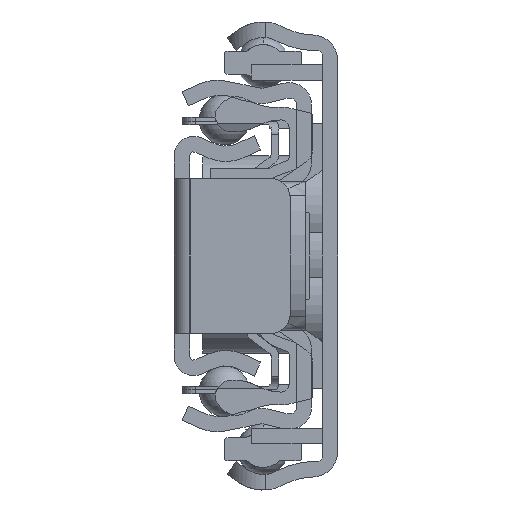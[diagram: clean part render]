
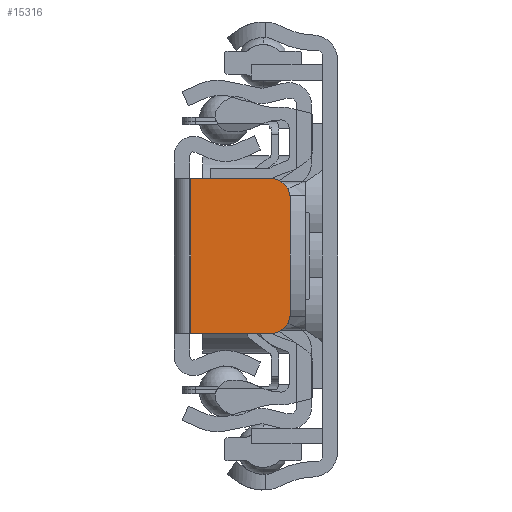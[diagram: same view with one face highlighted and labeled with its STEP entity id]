
A CAD part, front view. The second image highlights one B-rep face of the part: STEP entity #15316.
In plain terms, the highlighted planar face has unit normal (0, -1, 0).
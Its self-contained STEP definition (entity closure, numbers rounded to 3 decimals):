
#13780=DIRECTION('',(0.,0.,-1.));
#13781=VECTOR('',#13780,12.);
#13782=CARTESIAN_POINT('',(-2.051,-1.2,6.));
#13783=LINE('',#13782,#13781);
#13784=DIRECTION('',(-1.,0.,0.));
#13785=VECTOR('',#13784,6.2);
#13786=CARTESIAN_POINT('',(4.149,-1.2,6.));
#13787=LINE('',#13786,#13785);
#13788=CARTESIAN_POINT('',(4.149,-1.2,4.5));
#13789=DIRECTION('',(0.,-1.,0.));
#13790=DIRECTION('',(1.,0.,0.));
#13791=AXIS2_PLACEMENT_3D('',#13788,#13789,#13790);
#13793=DIRECTION('',(0.,0.,1.));
#13794=VECTOR('',#13793,9.);
#13795=CARTESIAN_POINT('',(5.649,-1.2,-4.5));
#13796=LINE('',#13795,#13794);
#13797=CARTESIAN_POINT('',(4.149,-1.2,-4.5));
#13798=DIRECTION('',(0.,-1.,0.));
#13799=DIRECTION('',(0.,0.,-1.));
#13800=AXIS2_PLACEMENT_3D('',#13797,#13798,#13799);
#13802=DIRECTION('',(1.,0.,0.));
#13803=VECTOR('',#13802,6.2);
#13804=CARTESIAN_POINT('',(-2.051,-1.2,-6.));
#13805=LINE('',#13804,#13803);
#14129=CARTESIAN_POINT('',(4.149,-1.2,-6.));
#14130=CARTESIAN_POINT('',(5.649,-1.2,-4.5));
#14131=VERTEX_POINT('',#14129);
#14132=VERTEX_POINT('',#14130);
#14133=CARTESIAN_POINT('',(5.649,-1.2,4.5));
#14134=VERTEX_POINT('',#14133);
#14135=CARTESIAN_POINT('',(4.149,-1.2,6.));
#14136=VERTEX_POINT('',#14135);
#14141=CARTESIAN_POINT('',(-2.051,-1.2,-6.));
#14143=VERTEX_POINT('',#14141);
#14149=CARTESIAN_POINT('',(-2.051,-1.2,6.));
#14150=VERTEX_POINT('',#14149);
#15300=CARTESIAN_POINT('',(0.,-1.2,0.));
#15301=DIRECTION('',(0.,-1.,0.));
#15302=DIRECTION('',(0.,0.,1.));
#15303=AXIS2_PLACEMENT_3D('',#15300,#15301,#15302);
#15304=PLANE('',#15303);
#15305=ORIENTED_EDGE('',*,*,#14254,.F.);
#15307=ORIENTED_EDGE('',*,*,#15306,.F.);
#15309=ORIENTED_EDGE('',*,*,#15308,.F.);
#15311=ORIENTED_EDGE('',*,*,#15310,.F.);
#15312=ORIENTED_EDGE('',*,*,#15293,.F.);
#15313=ORIENTED_EDGE('',*,*,#14230,.F.);
#15314=EDGE_LOOP('',(#15305,#15307,#15309,#15311,#15312,#15313));
#15315=FACE_OUTER_BOUND('',#15314,.F.);
#15316=ADVANCED_FACE('',(#15315),#15304,.T.);
#13792=CIRCLE('',#13791,1.5);
#13801=CIRCLE('',#13800,1.5);
#14230=EDGE_CURVE('',#14143,#14131,#13805,.T.);
#14254=EDGE_CURVE('',#14150,#14143,#13783,.T.);
#15293=EDGE_CURVE('',#14131,#14132,#13801,.T.);
#15306=EDGE_CURVE('',#14136,#14150,#13787,.T.);
#15308=EDGE_CURVE('',#14134,#14136,#13792,.T.);
#15310=EDGE_CURVE('',#14132,#14134,#13796,.T.);
